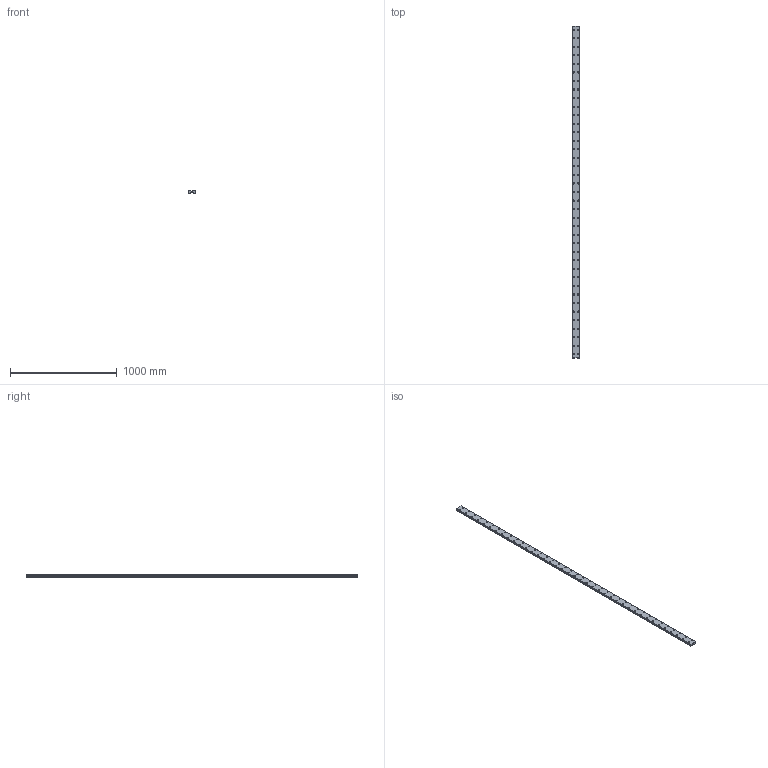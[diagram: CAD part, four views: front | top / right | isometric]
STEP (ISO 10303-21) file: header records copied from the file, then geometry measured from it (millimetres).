
FILE_DESCRIPTION(('STEP AP214'),'1');
FILE_NAME('cctmp_20B4F424-42A2-4729-960C-CD00AAE053A7_2021_03_09_09_30_17_0731..stp','2021-03-09T08:30:18',('HIWIN GmbH'),('CADClick - www.CADClick.com'),'Spatial InterOp 3D',' ','unknown authorization');
FILE_SCHEMA(('AUTOMOTIVE_DESIGN'));
Length unit declared in the file: millimetre
Products named in the file (1): WER35R3110H_FILE
Bounding box: 69 x 3110 x 19 mm (x, y, z)
Volume: 3752689 mm3; surface area: 606055.6 mm2
Topology: 1 solids, 1 shells, 805 faces, 1695 edges, 1130 vertices
Faces by surface type: cylinder 486, plane 319
Entity records: 28485 total; most frequent: DIRECTION 4279, CARTESIAN_POINT 3631, ORIENTED_EDGE 3390, AXIS2_PLACEMENT_3D 1778, EDGE_CURVE 1695, VERTEX_POINT 1130, EDGE_LOOP 1043, CIRCLE 972
